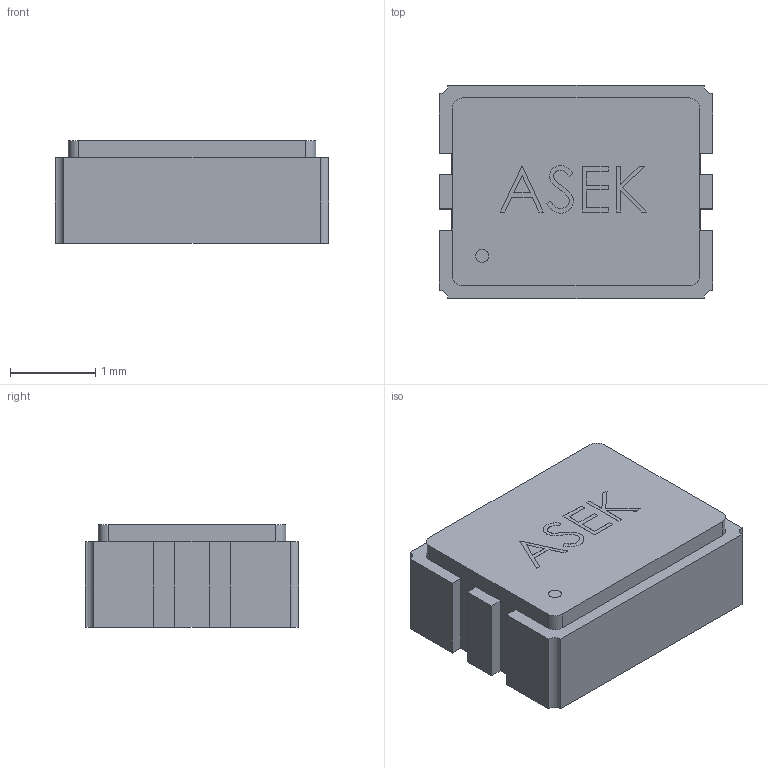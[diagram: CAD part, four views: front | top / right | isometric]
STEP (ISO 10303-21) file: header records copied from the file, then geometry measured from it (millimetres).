
FILE_DESCRIPTION (( 'STEP AP214' ), '1' );
FILE_NAME ('ASEK.STEP', '2014-07-09T12:07:59', ( '' ), ( '' ), 'SwSTEP 2.0', 'SolidWorks 2012', '' );
FILE_SCHEMA (( 'AUTOMOTIVE_DESIGN' ));
Length unit declared in the file: millimetre
Products named in the file (1): ASEK
Bounding box: 3.2 x 2.5 x 1.2 mm (x, y, z)
Volume: 9.1 mm3; surface area: 30 mm2
Topology: 1 solids, 1 shells, 115 faces, 306 edges, 204 vertices
Faces by surface type: plane 90, bspline 15, cylinder 10
Entity records: 5446 total; most frequent: CARTESIAN_POINT 1369, ORIENTED_EDGE 612, DIRECTION 498, EDGE_CURVE 306, VECTOR 256, LINE 256, VERTEX_POINT 204, EDGE_LOOP 126
